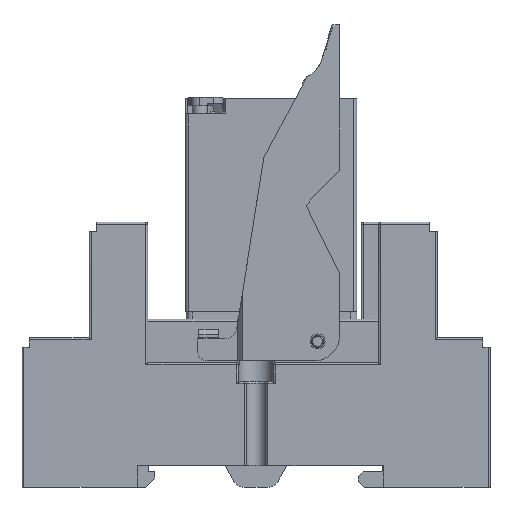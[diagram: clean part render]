
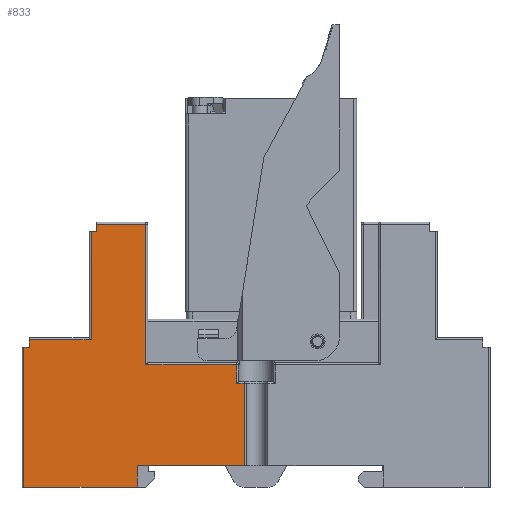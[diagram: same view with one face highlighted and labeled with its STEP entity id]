
A CAD part, left-side view. The second image highlights one B-rep face of the part: STEP entity #833.
In plain terms, the highlighted planar face has unit normal (-1, 0, 0).
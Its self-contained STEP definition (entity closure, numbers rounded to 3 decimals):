
#833=ADVANCED_FACE('',(#1601),#1166,.T.);
#1166=PLANE('',#10767);
#1601=FACE_OUTER_BOUND('',#2096,.T.);
#2096=EDGE_LOOP('',(#6603,#6604,#6605,#6606,#6607,#6608,#6609,#6610,#6611,
#6612,#6613,#6614,#6615,#6616,#6617,#6618));
#2673=LINE('',#15014,#3804);
#2675=LINE('',#15026,#3806);
#2680=LINE('',#15053,#3811);
#2682=LINE('',#15062,#3813);
#2685=LINE('',#15072,#3816);
#2752=LINE('',#15440,#3883);
#2756=LINE('',#15476,#3887);
#2760=LINE('',#15489,#3891);
#2791=LINE('',#15560,#3922);
#2819=LINE('',#15617,#3950);
#3199=LINE('',#16439,#4330);
#3207=LINE('',#16452,#4338);
#3241=LINE('',#16523,#4372);
#3242=LINE('',#16524,#4373);
#3243=LINE('',#16525,#4374);
#3244=LINE('',#16526,#4375);
#3804=VECTOR('',#12052,1.);
#3806=VECTOR('',#12066,1.);
#3811=VECTOR('',#12099,1.);
#3813=VECTOR('',#12107,1.);
#3816=VECTOR('',#12116,1.);
#3883=VECTOR('',#12435,1.);
#3887=VECTOR('',#12455,1.);
#3891=VECTOR('',#12471,1.);
#3922=VECTOR('',#12532,1.);
#3950=VECTOR('',#12568,1.);
#4330=VECTOR('',#13212,1.);
#4338=VECTOR('',#13228,1.);
#4372=VECTOR('',#13312,1.);
#4373=VECTOR('',#13313,1.);
#4374=VECTOR('',#13314,1.);
#4375=VECTOR('',#13315,1.);
#6603=ORIENTED_EDGE('',*,*,#9543,.T.);
#6604=ORIENTED_EDGE('',*,*,#8838,.T.);
#6605=ORIENTED_EDGE('',*,*,#9008,.T.);
#6606=ORIENTED_EDGE('',*,*,#9018,.T.);
#6607=ORIENTED_EDGE('',*,*,#9025,.T.);
#6608=ORIENTED_EDGE('',*,*,#9544,.T.);
#6609=ORIENTED_EDGE('',*,*,#9501,.T.);
#6610=ORIENTED_EDGE('',*,*,#8860,.T.);
#6611=ORIENTED_EDGE('',*,*,#8855,.T.);
#6612=ORIENTED_EDGE('',*,*,#9545,.T.);
#6613=ORIENTED_EDGE('',*,*,#9493,.T.);
#6614=ORIENTED_EDGE('',*,*,#8851,.T.);
#6615=ORIENTED_EDGE('',*,*,#9546,.T.);
#6616=ORIENTED_EDGE('',*,*,#9092,.F.);
#6617=ORIENTED_EDGE('',*,*,#9063,.T.);
#6618=ORIENTED_EDGE('',*,*,#8832,.T.);
#7614=VERTEX_POINT('',#15007);
#7616=VERTEX_POINT('',#15012);
#7619=VERTEX_POINT('',#15020);
#7620=VERTEX_POINT('',#15024);
#7627=VERTEX_POINT('',#15051);
#7629=VERTEX_POINT('',#15054);
#7631=VERTEX_POINT('',#15060);
#7633=VERTEX_POINT('',#15063);
#7636=VERTEX_POINT('',#15070);
#7741=VERTEX_POINT('',#15441);
#7748=VERTEX_POINT('',#15475);
#7750=VERTEX_POINT('',#15487);
#7777=VERTEX_POINT('',#15561);
#7802=VERTEX_POINT('',#15618);
#8087=VERTEX_POINT('',#16440);
#8088=VERTEX_POINT('',#16453);
#8832=EDGE_CURVE('',#7616,#7614,#2673,.T.);
#8838=EDGE_CURVE('',#7620,#7619,#2675,.T.);
#8851=EDGE_CURVE('',#7629,#7627,#2680,.T.);
#8855=EDGE_CURVE('',#7633,#7631,#2682,.T.);
#8860=EDGE_CURVE('',#7636,#7633,#2685,.T.);
#9008=EDGE_CURVE('',#7619,#7741,#2752,.T.);
#9018=EDGE_CURVE('',#7741,#7748,#2756,.T.);
#9025=EDGE_CURVE('',#7748,#7750,#2760,.T.);
#9063=EDGE_CURVE('',#7777,#7616,#2791,.T.);
#9092=EDGE_CURVE('',#7777,#7802,#2819,.T.);
#9493=EDGE_CURVE('',#8087,#7629,#3199,.T.);
#9501=EDGE_CURVE('',#8088,#7636,#3207,.T.);
#9543=EDGE_CURVE('',#7614,#7620,#3241,.T.);
#9544=EDGE_CURVE('',#7750,#8088,#3242,.T.);
#9545=EDGE_CURVE('',#7631,#8087,#3243,.T.);
#9546=EDGE_CURVE('',#7627,#7802,#3244,.T.);
#10767=AXIS2_PLACEMENT_3D('',#16527,#13316,#13317);
#12052=DIRECTION('',(0.,0.,1.));
#12066=DIRECTION('',(0.,0.,1.));
#12099=DIRECTION('',(0.,0.,-1.));
#12107=DIRECTION('',(0.,1.,0.));
#12116=DIRECTION('',(0.,0.,-1.));
#12435=DIRECTION('',(0.,1.,0.));
#12455=DIRECTION('',(0.,0.,1.));
#12471=DIRECTION('',(0.,1.,0.));
#12532=DIRECTION('',(0.,-1.,0.));
#12568=DIRECTION('',(0.,0.,-1.));
#13212=DIRECTION('',(0.,1.,0.));
#13228=DIRECTION('',(0.,1.,0.));
#13312=DIRECTION('',(0.,1.,0.));
#13313=DIRECTION('',(0.,0.,-1.));
#13314=DIRECTION('',(0.,0.,-1.));
#13315=DIRECTION('',(0.,-1.,0.));
#13316=DIRECTION('',(-1.,0.,0.));
#13317=DIRECTION('',(0.,0.,1.));
#15007=CARTESIAN_POINT('',(0.,2.6,16.7));
#15012=CARTESIAN_POINT('',(0.,2.6,3.5));
#15014=CARTESIAN_POINT('',(0.,2.6,16.7));
#15020=CARTESIAN_POINT('',(0.,3.8,19.7));
#15024=CARTESIAN_POINT('',(0.,3.8,16.7));
#15026=CARTESIAN_POINT('',(0.,3.8,0.));
#15051=CARTESIAN_POINT('',(0.,38.,0.));
#15053=CARTESIAN_POINT('',(0.,38.,0.));
#15054=CARTESIAN_POINT('',(0.,38.,22.5));
#15060=CARTESIAN_POINT('',(0.,37.1,23.7));
#15062=CARTESIAN_POINT('',(0.,37.1,23.7));
#15063=CARTESIAN_POINT('',(0.,27.2,23.7));
#15070=CARTESIAN_POINT('',(0.,27.2,41.1));
#15072=CARTESIAN_POINT('',(0.,27.2,24.));
#15440=CARTESIAN_POINT('',(0.,18.1,19.7));
#15441=CARTESIAN_POINT('',(0.,18.4,19.7));
#15475=CARTESIAN_POINT('',(0.,18.4,42.3));
#15476=CARTESIAN_POINT('',(0.,18.4,42.6));
#15487=CARTESIAN_POINT('',(0.,26.3,42.3));
#15489=CARTESIAN_POINT('',(0.,0.7,42.3));
#15560=CARTESIAN_POINT('',(0.,19.8,3.5));
#15561=CARTESIAN_POINT('',(0.,19.8,3.5));
#15617=CARTESIAN_POINT('',(0.,19.8,3.5));
#15618=CARTESIAN_POINT('',(0.,19.8,0.));
#16439=CARTESIAN_POINT('',(0.,38.3,22.5));
#16440=CARTESIAN_POINT('',(0.,37.1,22.5));
#16452=CARTESIAN_POINT('',(0.,27.5,41.1));
#16453=CARTESIAN_POINT('',(0.,26.3,41.1));
#16523=CARTESIAN_POINT('',(0.,0.7,16.7));
#16524=CARTESIAN_POINT('',(0.,26.3,42.6));
#16525=CARTESIAN_POINT('',(0.,37.1,24.));
#16526=CARTESIAN_POINT('',(0.,0.7,0.));
#16527=CARTESIAN_POINT('',(0.,0.7,0.));
